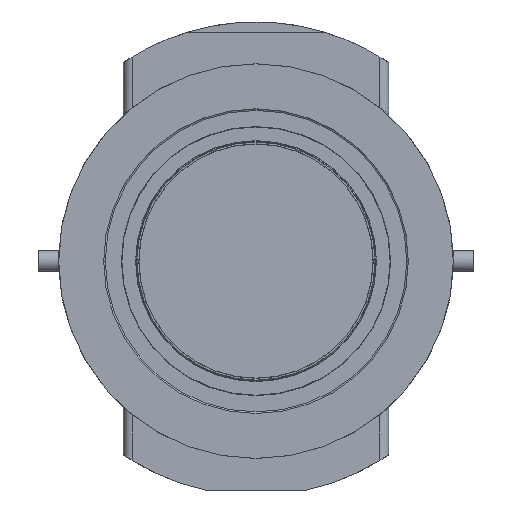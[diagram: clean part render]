
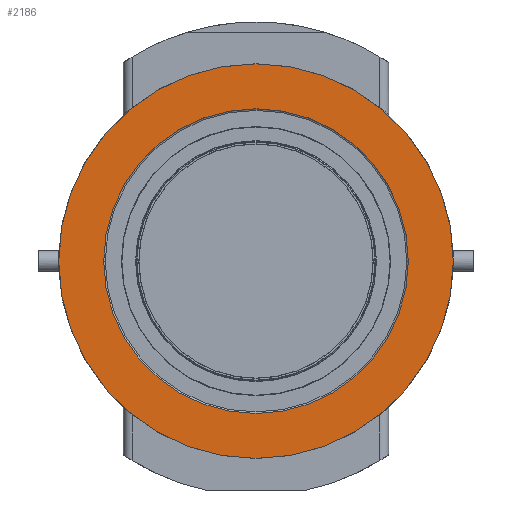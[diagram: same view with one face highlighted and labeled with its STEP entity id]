
A CAD part, front view. The second image highlights one B-rep face of the part: STEP entity #2186.
In plain terms, the highlighted planar face has unit normal (0, -1, 0).
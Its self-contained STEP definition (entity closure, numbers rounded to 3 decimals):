
#856=ORIENTED_EDGE('',*,*,#1302,.T.);
#857=ORIENTED_EDGE('',*,*,#1303,.T.);
#858=ORIENTED_EDGE('',*,*,#1249,.F.);
#859=ORIENTED_EDGE('',*,*,#1243,.F.);
#1243=EDGE_CURVE('',#1503,#1504,#1686,.F.);
#1249=EDGE_CURVE('',#1504,#1503,#1689,.F.);
#1302=EDGE_CURVE('',#1542,#1543,#1710,.F.);
#1303=EDGE_CURVE('',#1543,#1542,#1711,.F.);
#1503=VERTEX_POINT('',#3700);
#1504=VERTEX_POINT('',#3702);
#1542=VERTEX_POINT('',#4073);
#1543=VERTEX_POINT('',#4074);
#1686=CIRCLE('',#2401,193.);
#1689=CIRCLE('',#2406,193.);
#1710=CIRCLE('',#2449,250.);
#1711=CIRCLE('',#2450,250.);
#1849=EDGE_LOOP('',(#856,#857));
#1850=EDGE_LOOP('',(#858,#859));
#2002=FACE_BOUND('',#1849,.T.);
#2003=FACE_BOUND('',#1850,.T.);
#2070=PLANE('',#2448);
#2186=ADVANCED_FACE('',(#2002,#2003),#2070,.F.);
#2401=AXIS2_PLACEMENT_3D('',#3701,#2904,#2905);
#2406=AXIS2_PLACEMENT_3D('',#3713,#2917,#2918);
#2448=AXIS2_PLACEMENT_3D('',#4071,#3025,#3026);
#2449=AXIS2_PLACEMENT_3D('',#4072,#3027,#3028);
#2450=AXIS2_PLACEMENT_3D('',#4075,#3029,#3030);
#2904=DIRECTION('',(0.,1.,0.));
#2905=DIRECTION('',(0.,0.,1.));
#2917=DIRECTION('',(0.,1.,0.));
#2918=DIRECTION('',(0.,0.,1.));
#3025=DIRECTION('',(0.,1.,0.));
#3026=DIRECTION('',(0.,0.,1.));
#3027=DIRECTION('',(0.,1.,0.));
#3028=DIRECTION('',(0.,0.,1.));
#3029=DIRECTION('',(0.,1.,0.));
#3030=DIRECTION('',(0.,0.,1.));
#3700=CARTESIAN_POINT('',(193.,160.,115.));
#3701=CARTESIAN_POINT('',(0.,160.,115.));
#3702=CARTESIAN_POINT('',(-193.,160.,115.));
#3713=CARTESIAN_POINT('',(0.,160.,115.));
#4071=CARTESIAN_POINT('',(-1592.5,160.,-1592.5));
#4072=CARTESIAN_POINT('',(0.,160.,115.));
#4073=CARTESIAN_POINT('',(0.,160.,-135.));
#4074=CARTESIAN_POINT('',(0.,160.,365.));
#4075=CARTESIAN_POINT('',(0.,160.,115.));
